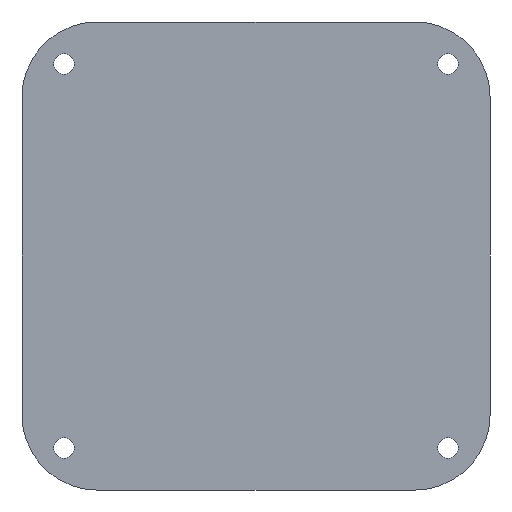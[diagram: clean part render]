
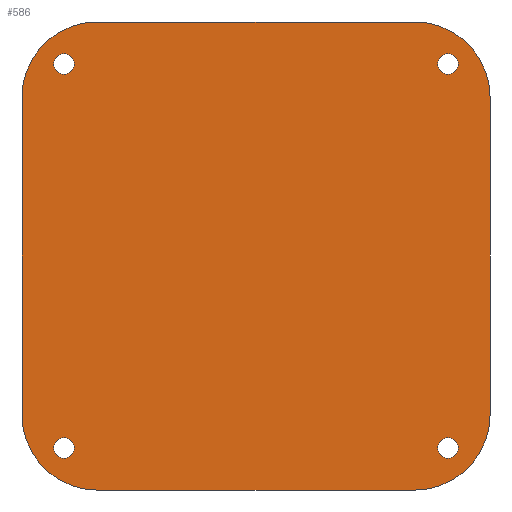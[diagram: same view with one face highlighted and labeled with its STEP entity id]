
A CAD part, front view. The second image highlights one B-rep face of the part: STEP entity #586.
In plain terms, the highlighted planar face has unit normal (0, -1, 0).
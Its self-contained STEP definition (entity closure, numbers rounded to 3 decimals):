
#4 = ORIENTED_EDGE ( 'NONE', *, *, #99, .T. ) ;
#7 = CARTESIAN_POINT ( 'NONE',  ( -125., 0., 125. ) ) ;
#15 = AXIS2_PLACEMENT_3D ( 'NONE', #588, #335, #537 ) ;
#19 = CARTESIAN_POINT ( 'NONE',  ( 125., 0., -85. ) ) ;
#29 = CARTESIAN_POINT ( 'NONE',  ( 0., 0., 0. ) ) ;
#34 = EDGE_CURVE ( 'NONE', #147, #195, #612, .T. ) ;
#38 = VERTEX_POINT ( 'NONE', #281 ) ;
#41 = EDGE_LOOP ( 'NONE', ( #103, #597 ) ) ;
#44 = ORIENTED_EDGE ( 'NONE', *, *, #401, .F. ) ;
#50 = ORIENTED_EDGE ( 'NONE', *, *, #284, .T. ) ;
#56 = ORIENTED_EDGE ( 'NONE', *, *, #298, .F. ) ;
#58 = DIRECTION ( 'NONE',  ( 0., 0., -1. ) ) ;
#66 = DIRECTION ( 'NONE',  ( 0., 0., 1. ) ) ;
#68 = CARTESIAN_POINT ( 'NONE',  ( 102.53, 0., 97.03 ) ) ;
#72 = CARTESIAN_POINT ( 'NONE',  ( 125., 0., 85. ) ) ;
#76 = AXIS2_PLACEMENT_3D ( 'NONE', #101, #516, #413 ) ;
#83 = DIRECTION ( 'NONE',  ( 0., -1., 0. ) ) ;
#84 = ORIENTED_EDGE ( 'NONE', *, *, #167, .T. ) ;
#89 = CIRCLE ( 'NONE', #420, 40. ) ;
#99 = EDGE_CURVE ( 'NONE', #349, #38, #89, .T. ) ;
#101 = CARTESIAN_POINT ( 'NONE',  ( 102.53, 0., 102.53 ) ) ;
#103 = ORIENTED_EDGE ( 'NONE', *, *, #658, .T. ) ;
#107 = CARTESIAN_POINT ( 'NONE',  ( 85., 0., -125. ) ) ;
#117 = CARTESIAN_POINT ( 'NONE',  ( 85., 0., -85. ) ) ;
#119 = DIRECTION ( 'NONE',  ( -1., 0., 0. ) ) ;
#123 = CARTESIAN_POINT ( 'NONE',  ( 85., 0., 125. ) ) ;
#127 = AXIS2_PLACEMENT_3D ( 'NONE', #463, #319, #58 ) ;
#133 = ORIENTED_EDGE ( 'NONE', *, *, #390, .T. ) ;
#135 = AXIS2_PLACEMENT_3D ( 'NONE', #370, #534, #379 ) ;
#137 = CIRCLE ( 'NONE', #643, 5.5 ) ;
#143 = EDGE_LOOP ( 'NONE', ( #56, #4, #44, #505, #309, #84, #573, #302 ) ) ;
#147 = VERTEX_POINT ( 'NONE', #266 ) ;
#149 = LINE ( 'NONE', #469, #187 ) ;
#150 = EDGE_CURVE ( 'NONE', #362, #203, #433, .T. ) ;
#155 = CARTESIAN_POINT ( 'NONE',  ( 85., 0., 85. ) ) ;
#163 = CIRCLE ( 'NONE', #317, 5.5 ) ;
#167 = EDGE_CURVE ( 'NONE', #617, #323, #405, .T. ) ;
#168 = CARTESIAN_POINT ( 'NONE',  ( -85., 0., 125. ) ) ;
#170 = EDGE_LOOP ( 'NONE', ( #552, #461 ) ) ;
#176 = DIRECTION ( 'NONE',  ( 0., 0., -1. ) ) ;
#182 = EDGE_CURVE ( 'NONE', #572, #323, #447, .T. ) ;
#184 = DIRECTION ( 'NONE',  ( 0., 0., -1. ) ) ;
#186 = DIRECTION ( 'NONE',  ( 0., 0., -1. ) ) ;
#187 = VECTOR ( 'NONE', #191, 1000. ) ;
#191 = DIRECTION ( 'NONE',  ( 0., 0., -1. ) ) ;
#193 = CIRCLE ( 'NONE', #76, 5.5 ) ;
#195 = VERTEX_POINT ( 'NONE', #216 ) ;
#203 = VERTEX_POINT ( 'NONE', #615 ) ;
#207 = LINE ( 'NONE', #636, #584 ) ;
#208 = AXIS2_PLACEMENT_3D ( 'NONE', #414, #623, #325 ) ;
#212 = CARTESIAN_POINT ( 'NONE',  ( -125., 0., 125. ) ) ;
#216 = CARTESIAN_POINT ( 'NONE',  ( -102.53, 0., -108.03 ) ) ;
#227 = EDGE_CURVE ( 'NONE', #617, #460, #149, .T. ) ;
#229 = CARTESIAN_POINT ( 'NONE',  ( -125., 0., -85. ) ) ;
#231 = DIRECTION ( 'NONE',  ( 0., -1., 0. ) ) ;
#233 = DIRECTION ( 'NONE',  ( 0., 1., 0. ) ) ;
#236 = CIRCLE ( 'NONE', #208, 5.5 ) ;
#237 = FACE_OUTER_BOUND ( 'NONE', #143, .T. ) ;
#240 = PLANE ( 'NONE',  #318 ) ;
#248 = ORIENTED_EDGE ( 'NONE', *, *, #34, .T. ) ;
#265 = CIRCLE ( 'NONE', #452, 5.5 ) ;
#266 = CARTESIAN_POINT ( 'NONE',  ( -102.53, 0., -97.03 ) ) ;
#281 = CARTESIAN_POINT ( 'NONE',  ( -85., 0., -125. ) ) ;
#284 = EDGE_CURVE ( 'NONE', #468, #661, #193, .T. ) ;
#285 = FACE_BOUND ( 'NONE', #453, .T. ) ;
#288 = CARTESIAN_POINT ( 'NONE',  ( -102.53, 0., -102.53 ) ) ;
#292 = EDGE_CURVE ( 'NONE', #471, #460, #448, .T. ) ;
#298 = EDGE_CURVE ( 'NONE', #349, #445, #481, .T. ) ;
#302 = ORIENTED_EDGE ( 'NONE', *, *, #541, .T. ) ;
#306 = CIRCLE ( 'NONE', #15, 5.5 ) ;
#309 = ORIENTED_EDGE ( 'NONE', *, *, #227, .F. ) ;
#317 = AXIS2_PLACEMENT_3D ( 'NONE', #374, #582, #176 ) ;
#318 = AXIS2_PLACEMENT_3D ( 'NONE', #29, #485, #184 ) ;
#319 = DIRECTION ( 'NONE',  ( 0., 1., 0. ) ) ;
#323 = VERTEX_POINT ( 'NONE', #123 ) ;
#325 = DIRECTION ( 'NONE',  ( 0., 0., -1. ) ) ;
#333 = CARTESIAN_POINT ( 'NONE',  ( 102.53, 0., -97.03 ) ) ;
#335 = DIRECTION ( 'NONE',  ( 0., 1., 0. ) ) ;
#336 = FACE_BOUND ( 'NONE', #454, .T. ) ;
#349 = VERTEX_POINT ( 'NONE', #229 ) ;
#362 = VERTEX_POINT ( 'NONE', #525 ) ;
#368 = DIRECTION ( 'NONE',  ( 0., 0., -1. ) ) ;
#370 = CARTESIAN_POINT ( 'NONE',  ( -102.53, 0., -102.53 ) ) ;
#373 = DIRECTION ( 'NONE',  ( 0., -1., 0. ) ) ;
#374 = CARTESIAN_POINT ( 'NONE',  ( 102.53, 0., -102.53 ) ) ;
#379 = DIRECTION ( 'NONE',  ( 0., 0., -1. ) ) ;
#381 = DIRECTION ( 'NONE',  ( 0., 0., -1. ) ) ;
#388 = CARTESIAN_POINT ( 'NONE',  ( 102.53, 0., -108.03 ) ) ;
#390 = EDGE_CURVE ( 'NONE', #661, #468, #137, .T. ) ;
#394 = CIRCLE ( 'NONE', #631, 40. ) ;
#401 = EDGE_CURVE ( 'NONE', #471, #38, #207, .T. ) ;
#402 = VERTEX_POINT ( 'NONE', #333 ) ;
#405 = CIRCLE ( 'NONE', #654, 40. ) ;
#412 = EDGE_CURVE ( 'NONE', #657, #402, #163, .T. ) ;
#413 = DIRECTION ( 'NONE',  ( 0., 0., -1. ) ) ;
#414 = CARTESIAN_POINT ( 'NONE',  ( 102.53, 0., -102.53 ) ) ;
#417 = CARTESIAN_POINT ( 'NONE',  ( 102.53, 0., 102.53 ) ) ;
#418 = CARTESIAN_POINT ( 'NONE',  ( -85., 0., 85. ) ) ;
#420 = AXIS2_PLACEMENT_3D ( 'NONE', #431, #231, #641 ) ;
#431 = CARTESIAN_POINT ( 'NONE',  ( -85., 0., -85. ) ) ;
#433 = CIRCLE ( 'NONE', #127, 5.5 ) ;
#434 = VECTOR ( 'NONE', #66, 1000. ) ;
#445 = VERTEX_POINT ( 'NONE', #478 ) ;
#447 = LINE ( 'NONE', #212, #599 ) ;
#448 = CIRCLE ( 'NONE', #538, 40. ) ;
#452 = AXIS2_PLACEMENT_3D ( 'NONE', #288, #233, #186 ) ;
#453 = EDGE_LOOP ( 'NONE', ( #133, #50 ) ) ;
#454 = EDGE_LOOP ( 'NONE', ( #248, #621 ) ) ;
#460 = VERTEX_POINT ( 'NONE', #19 ) ;
#461 = ORIENTED_EDGE ( 'NONE', *, *, #412, .T. ) ;
#463 = CARTESIAN_POINT ( 'NONE',  ( -102.53, 0., 102.53 ) ) ;
#468 = VERTEX_POINT ( 'NONE', #68 ) ;
#469 = CARTESIAN_POINT ( 'NONE',  ( 125., 0., 125. ) ) ;
#470 = DIRECTION ( 'NONE',  ( 0., -1., 0. ) ) ;
#471 = VERTEX_POINT ( 'NONE', #107 ) ;
#476 = EDGE_CURVE ( 'NONE', #402, #657, #236, .T. ) ;
#478 = CARTESIAN_POINT ( 'NONE',  ( -125., 0., 85. ) ) ;
#481 = LINE ( 'NONE', #7, #434 ) ;
#485 = DIRECTION ( 'NONE',  ( 0., -1., 0. ) ) ;
#505 = ORIENTED_EDGE ( 'NONE', *, *, #292, .T. ) ;
#516 = DIRECTION ( 'NONE',  ( 0., 1., 0. ) ) ;
#522 = DIRECTION ( 'NONE',  ( 0., 0., -1. ) ) ;
#525 = CARTESIAN_POINT ( 'NONE',  ( -102.53, 0., 97.03 ) ) ;
#534 = DIRECTION ( 'NONE',  ( 0., 1., 0. ) ) ;
#537 = DIRECTION ( 'NONE',  ( 0., 0., -1. ) ) ;
#538 = AXIS2_PLACEMENT_3D ( 'NONE', #117, #373, #381 ) ;
#541 = EDGE_CURVE ( 'NONE', #572, #445, #394, .T. ) ;
#552 = ORIENTED_EDGE ( 'NONE', *, *, #476, .T. ) ;
#572 = VERTEX_POINT ( 'NONE', #168 ) ;
#573 = ORIENTED_EDGE ( 'NONE', *, *, #182, .F. ) ;
#582 = DIRECTION ( 'NONE',  ( 0., 1., 0. ) ) ;
#584 = VECTOR ( 'NONE', #119, 1000. ) ;
#586 = ADVANCED_FACE ( 'NONE', ( #285, #336, #644, #646, #237 ), #240, .T. ) ;
#588 = CARTESIAN_POINT ( 'NONE',  ( -102.53, 0., 102.53 ) ) ;
#591 = CARTESIAN_POINT ( 'NONE',  ( 102.53, 0., 108.03 ) ) ;
#597 = ORIENTED_EDGE ( 'NONE', *, *, #150, .T. ) ;
#599 = VECTOR ( 'NONE', #651, 1000. ) ;
#612 = CIRCLE ( 'NONE', #135, 5.5 ) ;
#615 = CARTESIAN_POINT ( 'NONE',  ( -102.53, 0., 108.03 ) ) ;
#617 = VERTEX_POINT ( 'NONE', #72 ) ;
#621 = ORIENTED_EDGE ( 'NONE', *, *, #629, .T. ) ;
#623 = DIRECTION ( 'NONE',  ( 0., 1., 0. ) ) ;
#627 = DIRECTION ( 'NONE',  ( 0., 1., 0. ) ) ;
#629 = EDGE_CURVE ( 'NONE', #195, #147, #265, .T. ) ;
#631 = AXIS2_PLACEMENT_3D ( 'NONE', #418, #470, #522 ) ;
#636 = CARTESIAN_POINT ( 'NONE',  ( -125., 0., -125. ) ) ;
#641 = DIRECTION ( 'NONE',  ( 0., 0., -1. ) ) ;
#643 = AXIS2_PLACEMENT_3D ( 'NONE', #417, #627, #368 ) ;
#644 = FACE_BOUND ( 'NONE', #170, .T. ) ;
#646 = FACE_BOUND ( 'NONE', #41, .T. ) ;
#651 = DIRECTION ( 'NONE',  ( 1., 0., 0. ) ) ;
#654 = AXIS2_PLACEMENT_3D ( 'NONE', #155, #83, #670 ) ;
#657 = VERTEX_POINT ( 'NONE', #388 ) ;
#658 = EDGE_CURVE ( 'NONE', #203, #362, #306, .T. ) ;
#661 = VERTEX_POINT ( 'NONE', #591 ) ;
#670 = DIRECTION ( 'NONE',  ( 0., 0., -1. ) ) ;
